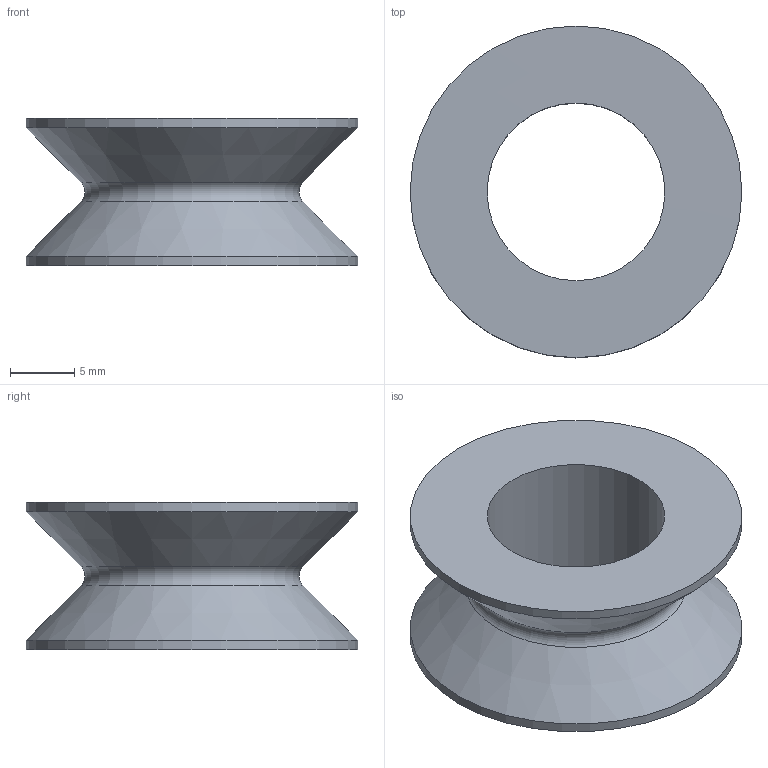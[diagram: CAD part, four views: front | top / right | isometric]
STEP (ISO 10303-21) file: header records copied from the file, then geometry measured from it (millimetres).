
FILE_DESCRIPTION(/* description */ (''),/* implementation_level */ '2;1');
FILE_NAME(/* name */ 'Interior.stp',/* time_stamp */ '2025-02-15T21:17:49-06:00',/* author */ ('Alcatraz'),/* organization */ (''),/* preprocessor_version */ 'ST-DEVELOPER v20',/* originating_system */ 'Autodesk Inventor 2024',/* authorisation */ '');
FILE_SCHEMA (('AUTOMOTIVE_DESIGN { 1 0 10303 214 3 1 1 }'));
Length unit declared in the file: millimetre
Products named in the file (1): Interior
Bounding box: 25.84 x 25.84 x 11.47 mm (x, y, z)
Volume: 2529.3 mm3; surface area: 2269 mm2
Topology: 1 solids, 1 shells, 8 faces, 16 edges, 8 vertices
Faces by surface type: cone 6, cylinder 1, torus 1
Full cylindrical faces by diameter (mm): 13.835 x1
Entity records: 261 total; most frequent: DIRECTION 43, CARTESIAN_POINT 33, ORIENTED_EDGE 32, AXIS2_PLACEMENT_3D 18, EDGE_CURVE 16, CIRCLE 9, FACE_OUTER_BOUND 8, EDGE_LOOP 8
